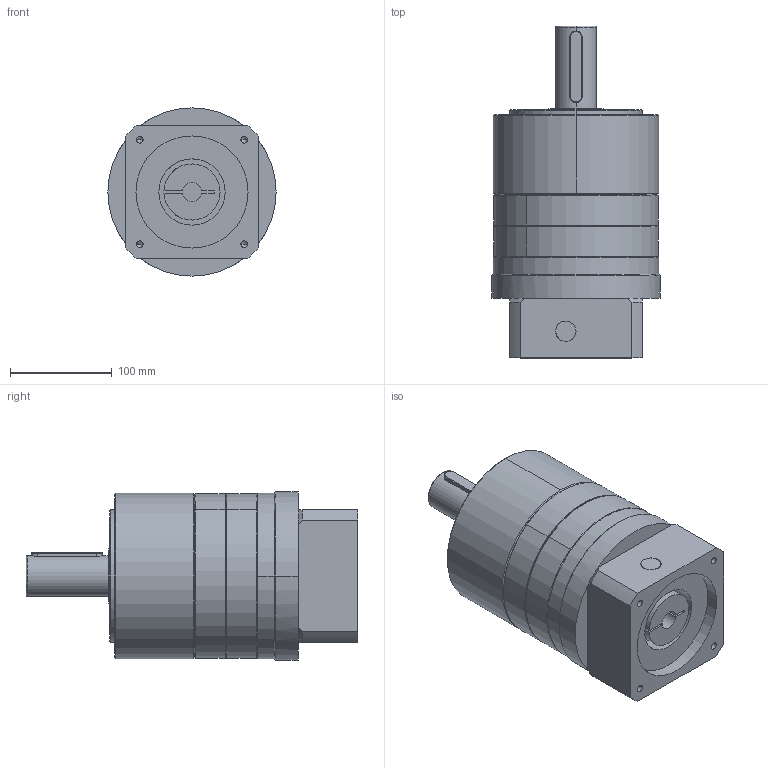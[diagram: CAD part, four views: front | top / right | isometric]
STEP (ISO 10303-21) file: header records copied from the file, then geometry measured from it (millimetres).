
FILE_DESCRIPTION (( 'STEP AP203' ), '1' );
FILE_NAME ('P2E160-L2-130-1.step', '2021-03-14T08:17:05', ( '' ), ( '' ), 'SwSTEP 2.0', 'SolidWorks 2016', '' );
FILE_SCHEMA (( 'CONFIG_CONTROL_DESIGN' ));
Length unit declared in the file: millimetre
Products named in the file (7): P2E160-L2-130-1; 160输入级AQA130-13456; 160坶踡輸AQA130-1; 160ヶ儂裔E; 螺塞盖; 160怀堤粣; 160笢潔撰-L2
Assembly tree (6 placements, depth 2):
  P2E160-L2-130-1
    160怀堤粣
    160笢潔撰-L2
    160输入级AQA130-13456
    160坶踡輸AQA130-1
    螺塞盖
    160ヶ儂裔E
Bounding box: 165 x 325.5 x 165 mm (x, y, z)
Volume: 4667788.5 mm3; surface area: 298028.3 mm2
Topology: 6 solids, 6 shells, 157 faces, 345 edges, 201 vertices
Faces by surface type: cylinder 64, plane 40, cone 37, torus 16
Entity records: 5250 total; most frequent: CARTESIAN_POINT 1044, DIRECTION 811, ORIENTED_EDGE 654, AXIS2_PLACEMENT_3D 336, EDGE_CURVE 327, VERTEX_POINT 201, EDGE_LOOP 182, CIRCLE 170
